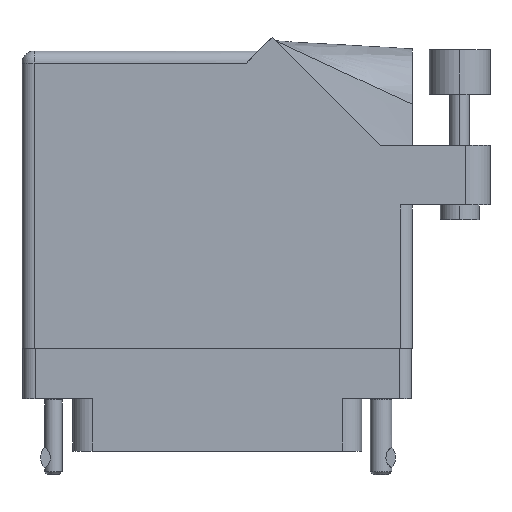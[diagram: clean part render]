
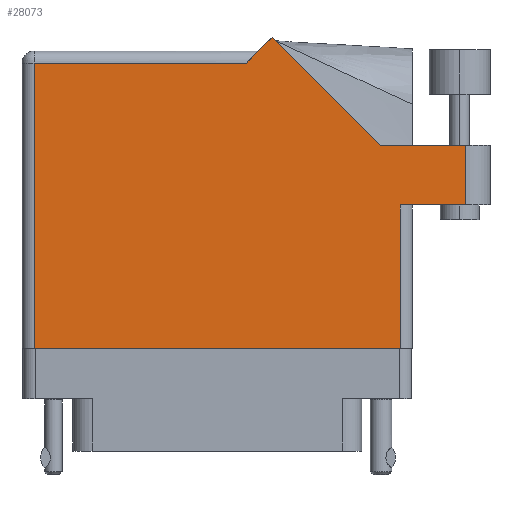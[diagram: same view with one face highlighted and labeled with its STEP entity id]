
A CAD part, front view. The second image highlights one B-rep face of the part: STEP entity #28073.
In plain terms, the highlighted face is planar.
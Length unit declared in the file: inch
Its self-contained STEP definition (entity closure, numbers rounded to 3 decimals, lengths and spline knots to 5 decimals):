
#48 = PLANE ( 'NONE',  #35360 ) ;
#396 = DIRECTION ( 'NONE',  ( 1., 0., 0. ) ) ;
#1677 = LINE ( 'NONE', #33662, #4581 ) ;
#2369 = CARTESIAN_POINT ( 'NONE',  ( 2.41, 1.044, 0. ) ) ;
#2560 = CARTESIAN_POINT ( 'NONE',  ( 0., 0., 0. ) ) ;
#2823 = DIRECTION ( 'NONE',  ( 0., 1., 0. ) ) ;
#3104 = ORIENTED_EDGE ( 'NONE', *, *, #43336, .T. ) ;
#3366 = EDGE_CURVE ( 'NONE', #20726, #42285, #21914, .T. ) ;
#3377 = CARTESIAN_POINT ( 'NONE',  ( 1.84442, 1.044, 0. ) ) ;
#3867 = CARTESIAN_POINT ( 'NONE',  ( 0.062, 1.468, 0. ) ) ;
#4581 = VECTOR ( 'NONE', #396, 39.37008 ) ;
#5450 = EDGE_CURVE ( 'NONE', #22401, #20726, #32259, .T. ) ;
#6032 = CARTESIAN_POINT ( 'NONE',  ( 1.948, 0., 0. ) ) ;
#6838 = CARTESIAN_POINT ( 'NONE',  ( 1.155, 1.468, 0. ) ) ;
#7819 = ORIENTED_EDGE ( 'NONE', *, *, #3366, .T. ) ;
#7893 = VECTOR ( 'NONE', #40421, 39.37008 ) ;
#8365 = VERTEX_POINT ( 'NONE', #48020 ) ;
#8468 = EDGE_CURVE ( 'NONE', #8365, #45748, #1677, .T. ) ;
#8492 = DIRECTION ( 'NONE',  ( -1., 0., 0. ) ) ;
#9612 = CARTESIAN_POINT ( 'NONE',  ( 1.217, 1.53, 0. ) ) ;
#10875 = CARTESIAN_POINT ( 'NONE',  ( 0.062, 0., 0. ) ) ;
#10958 = LINE ( 'NONE', #29890, #41863 ) ;
#11861 = LINE ( 'NONE', #10875, #19442 ) ;
#11972 = FACE_OUTER_BOUND ( 'NONE', #29770, .T. ) ;
#12258 = CARTESIAN_POINT ( 'NONE',  ( 0., 1.468, 0. ) ) ;
#15029 = VERTEX_POINT ( 'NONE', #6032 ) ;
#15534 = VECTOR ( 'NONE', #29110, 39.37008 ) ;
#19442 = VECTOR ( 'NONE', #36951, 39.37008 ) ;
#20721 = LINE ( 'NONE', #12258, #37055 ) ;
#20726 = VERTEX_POINT ( 'NONE', #36059 ) ;
#21257 = DIRECTION ( 'NONE',  ( -1., 0., 0. ) ) ;
#21695 = EDGE_CURVE ( 'NONE', #31215, #15029, #45674, .T. ) ;
#21914 = LINE ( 'NONE', #3377, #15534 ) ;
#22203 = DIRECTION ( 'NONE',  ( -1., 0., 0. ) ) ;
#22350 = VECTOR ( 'NONE', #21257, 39.37008 ) ;
#22367 = CARTESIAN_POINT ( 'NONE',  ( 0., 1.53, 0. ) ) ;
#22401 = VERTEX_POINT ( 'NONE', #43584 ) ;
#23396 = VECTOR ( 'NONE', #2823, 39.37008 ) ;
#26034 = LINE ( 'NONE', #9612, #7893 ) ;
#26046 = CARTESIAN_POINT ( 'NONE',  ( 2.285, 0.737, 0. ) ) ;
#26656 = EDGE_CURVE ( 'NONE', #42285, #41663, #26034, .T. ) ;
#26731 = ORIENTED_EDGE ( 'NONE', *, *, #33196, .T. ) ;
#28001 = ORIENTED_EDGE ( 'NONE', *, *, #31119, .T. ) ;
#28073 = ADVANCED_FACE ( 'NONE', ( #11972 ), #48, .F. ) ;
#28262 = ORIENTED_EDGE ( 'NONE', *, *, #8468, .T. ) ;
#28731 = ORIENTED_EDGE ( 'NONE', *, *, #21695, .T. ) ;
#28820 = ORIENTED_EDGE ( 'NONE', *, *, #34544, .T. ) ;
#29110 = DIRECTION ( 'NONE',  ( -0.707, 0.707, 0. ) ) ;
#29770 = EDGE_LOOP ( 'NONE', ( #28262, #28001, #46608, #7819, #34912, #28820, #3104, #28731, #26731 ) ) ;
#29890 = CARTESIAN_POINT ( 'NONE',  ( 1.948, 0.737, 0. ) ) ;
#30667 = VERTEX_POINT ( 'NONE', #3867 ) ;
#31119 = EDGE_CURVE ( 'NONE', #45748, #22401, #33316, .T. ) ;
#31215 = VERTEX_POINT ( 'NONE', #43905 ) ;
#31322 = CARTESIAN_POINT ( 'NONE',  ( 1.28771, 1.60071, 0. ) ) ;
#32259 = LINE ( 'NONE', #2369, #22350 ) ;
#32870 = DIRECTION ( 'NONE',  ( 1., 0., 0. ) ) ;
#33196 = EDGE_CURVE ( 'NONE', #15029, #8365, #10958, .T. ) ;
#33316 = LINE ( 'NONE', #39506, #23396 ) ;
#33662 = CARTESIAN_POINT ( 'NONE',  ( 2.01, 0.737, 0. ) ) ;
#34544 = EDGE_CURVE ( 'NONE', #41663, #30667, #20721, .T. ) ;
#34912 = ORIENTED_EDGE ( 'NONE', *, *, #26656, .T. ) ;
#35360 = AXIS2_PLACEMENT_3D ( 'NONE', #22367, #36708, #22203 ) ;
#36059 = CARTESIAN_POINT ( 'NONE',  ( 1.84442, 1.044, 0. ) ) ;
#36708 = DIRECTION ( 'NONE',  ( 0., 0., -1. ) ) ;
#36951 = DIRECTION ( 'NONE',  ( 0., -1., 0. ) ) ;
#37055 = VECTOR ( 'NONE', #8492, 39.37008 ) ;
#37541 = DIRECTION ( 'NONE',  ( 0., 1., 0. ) ) ;
#39506 = CARTESIAN_POINT ( 'NONE',  ( 2.285, 1.044, 0. ) ) ;
#40421 = DIRECTION ( 'NONE',  ( -0.707, -0.707, 0. ) ) ;
#41663 = VERTEX_POINT ( 'NONE', #6838 ) ;
#41863 = VECTOR ( 'NONE', #37541, 39.37008 ) ;
#42285 = VERTEX_POINT ( 'NONE', #31322 ) ;
#43336 = EDGE_CURVE ( 'NONE', #30667, #31215, #11861, .T. ) ;
#43584 = CARTESIAN_POINT ( 'NONE',  ( 2.285, 1.044, 0. ) ) ;
#43905 = CARTESIAN_POINT ( 'NONE',  ( 0.062, 0., 0. ) ) ;
#45674 = LINE ( 'NONE', #2560, #48033 ) ;
#45748 = VERTEX_POINT ( 'NONE', #26046 ) ;
#46608 = ORIENTED_EDGE ( 'NONE', *, *, #5450, .T. ) ;
#48020 = CARTESIAN_POINT ( 'NONE',  ( 1.948, 0.737, 0. ) ) ;
#48033 = VECTOR ( 'NONE', #32870, 39.37008 ) ;
